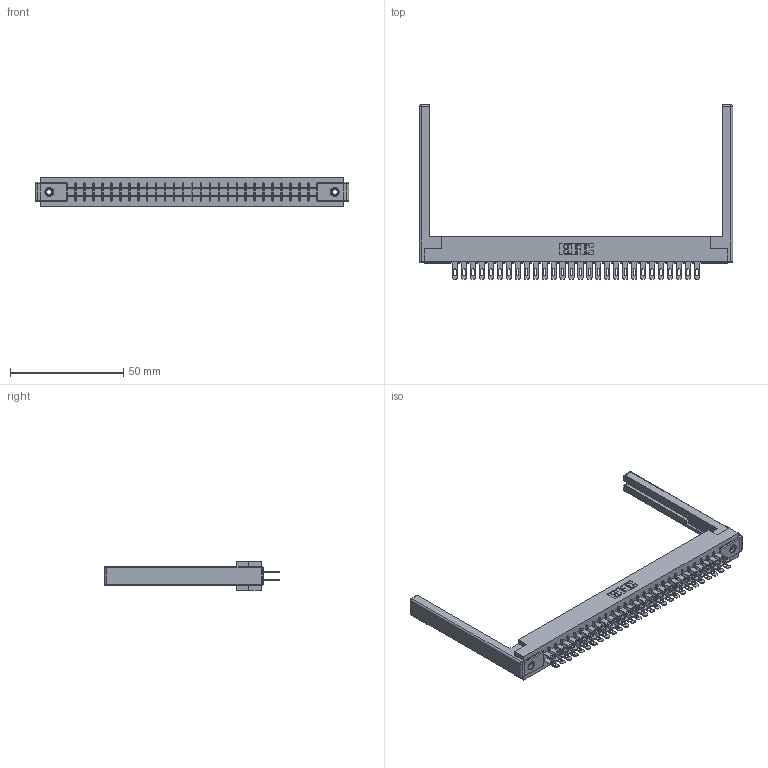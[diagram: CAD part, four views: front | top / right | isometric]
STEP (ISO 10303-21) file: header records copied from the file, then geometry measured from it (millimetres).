
FILE_DESCRIPTION (( 'STEP AP203' ), '1' );
FILE_NAME ('355-056-500-568.STEP', '2019-09-11T17:32:45', ( '' ), ( '' ), 'SwSTEP 2.0', 'SolidWorks 2016', '' );
FILE_SCHEMA (( 'CONFIG_CONTROL_DESIGN' ));
Length unit declared in the file: inch
Products named in the file (5): 305-290-001_500; 307-220-068; 305 Part_.156 Dia; 345-250-001_345-250-001-102; 355-056-500-568
Assembly tree (61 placements, depth 2):
  355-056-500-568
    305 Part_.156 Dia
    305-290-001_500  x56
    345-250-001_345-250-001-102  x2
    307-220-068  x2
Bounding box: 138.38 x 77.14 x 12.7 mm (x, y, z)
Volume: 18526.3 mm3; surface area: 23354.7 mm2
Topology: 61 solids, 61 shells, 3070 faces, 8742 edges, 5656 vertices
Faces by surface type: plane 1724, cylinder 1210, sphere 120, cone 12, torus 4
Entity records: 34802 total; most frequent: CARTESIAN_POINT 5731, ORIENTED_EDGE 5678, DIRECTION 5577, EDGE_CURVE 2839, VECTOR 2269, LINE 2269, VERTEX_POINT 1808, AXIS2_PLACEMENT_3D 1654
